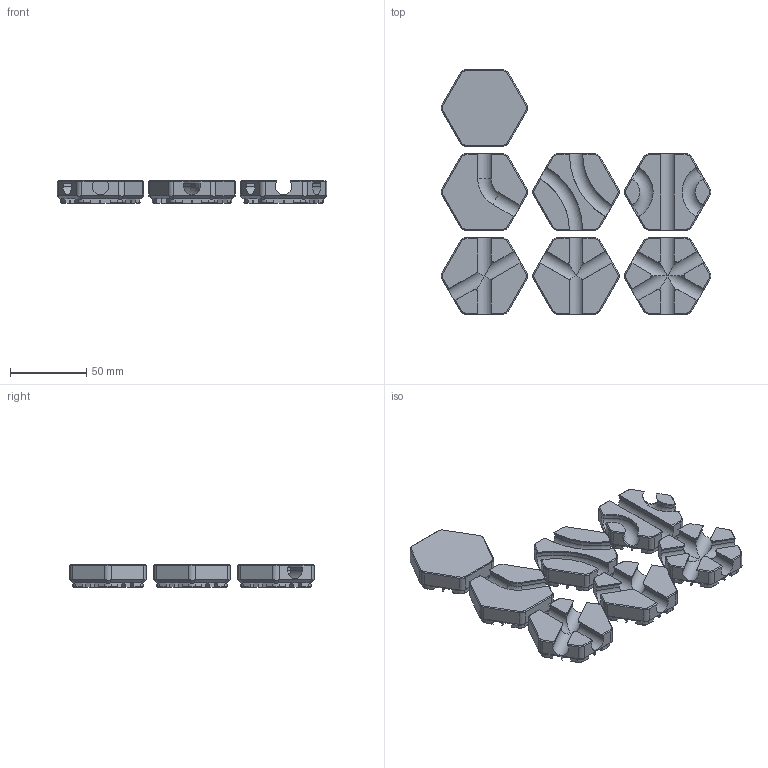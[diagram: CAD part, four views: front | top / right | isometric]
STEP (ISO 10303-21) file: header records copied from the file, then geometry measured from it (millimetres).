
FILE_DESCRIPTION(/* description */ (''),/* implementation_level */ '2;1');
FILE_NAME(/* name */ 'All Basic Tiles.step',/* time_stamp */ '2023-05-13T18:19:59-06:00',/* author */ (''),/* organization */ (''),/* preprocessor_version */ 'ST-DEVELOPER v19.2',/* originating_system */ 'Autodesk Translation Framework v12.4.0.73',/* authorisation */ '');
FILE_SCHEMA (('AUTOMOTIVE_DESIGN { 1 0 10303 214 3 1 1 }'));
Length unit declared in the file: millimetre
Products named in the file (1): Tile
Bounding box: 176.5 x 160 x 15 mm (x, y, z)
Volume: 160864.5 mm3; surface area: 54700.2 mm2
Topology: 7 solids, 7 shells, 1181 faces, 3100 edges, 1933 vertices
Faces by surface type: plane 897, cylinder 185, cone 94, torus 5
Entity records: 35633 total; most frequent: CARTESIAN_POINT 6231, ORIENTED_EDGE 6200, DIRECTION 6024, EDGE_CURVE 3100, LINE 2524, VECTOR 2524, VERTEX_POINT 1933, AXIS2_PLACEMENT_3D 1750
